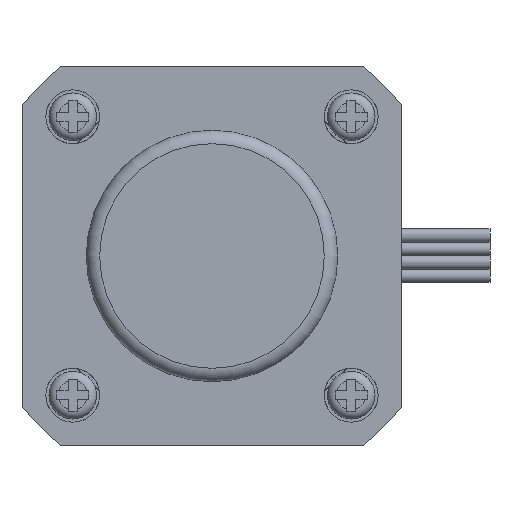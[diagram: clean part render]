
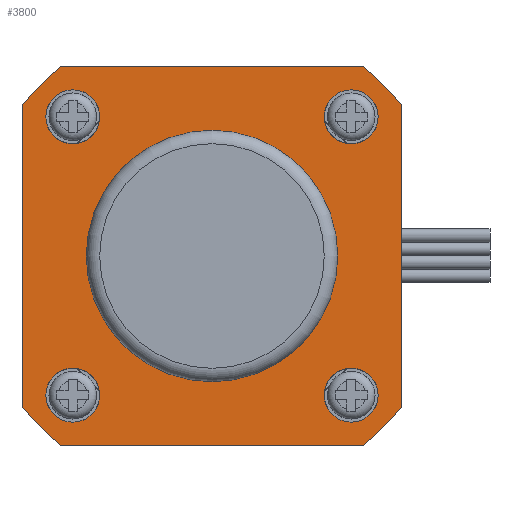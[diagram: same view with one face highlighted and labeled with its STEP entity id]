
A CAD part, left-side view. The second image highlights one B-rep face of the part: STEP entity #3800.
In plain terms, the highlighted planar face has unit normal (-1, 0, 0).
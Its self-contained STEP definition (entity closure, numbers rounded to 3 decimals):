
#159=FACE_BOUND('',#576,.T.);
#160=FACE_BOUND('',#577,.T.);
#161=FACE_BOUND('',#578,.T.);
#162=FACE_BOUND('',#579,.T.);
#163=FACE_BOUND('',#580,.T.);
#346=FACE_OUTER_BOUND('',#575,.T.);
#575=EDGE_LOOP('',(#2989,#2990,#2991,#2992,#2993,#2994,#2995,#2996));
#576=EDGE_LOOP('',(#2997));
#577=EDGE_LOOP('',(#2998));
#578=EDGE_LOOP('',(#2999));
#579=EDGE_LOOP('',(#3000));
#580=EDGE_LOOP('',(#3001));
#851=LINE('',#6206,#1185);
#852=LINE('',#6210,#1186);
#853=LINE('',#6214,#1187);
#854=LINE('',#6217,#1188);
#1185=VECTOR('',#5032,33.567);
#1186=VECTOR('',#5035,33.567);
#1187=VECTOR('',#5038,33.567);
#1188=VECTOR('',#5041,33.567);
#1470=CIRCLE('',#4230,14.);
#1473=CIRCLE('',#4236,27.);
#1474=CIRCLE('',#4237,27.);
#1475=CIRCLE('',#4238,27.);
#1476=CIRCLE('',#4239,27.);
#1477=CIRCLE('',#4240,3.);
#1478=CIRCLE('',#4241,3.);
#1479=CIRCLE('',#4242,3.);
#1480=CIRCLE('',#4243,3.);
#1740=VERTEX_POINT('',#6192);
#1743=VERTEX_POINT('',#6202);
#1744=VERTEX_POINT('',#6203);
#1745=VERTEX_POINT('',#6205);
#1746=VERTEX_POINT('',#6207);
#1747=VERTEX_POINT('',#6209);
#1748=VERTEX_POINT('',#6211);
#1749=VERTEX_POINT('',#6213);
#1750=VERTEX_POINT('',#6215);
#1751=VERTEX_POINT('',#6218);
#1752=VERTEX_POINT('',#6220);
#1753=VERTEX_POINT('',#6222);
#1754=VERTEX_POINT('',#6224);
#2196=EDGE_CURVE('',#1740,#1740,#1470,.T.);
#2199=EDGE_CURVE('',#1743,#1744,#1473,.T.);
#2200=EDGE_CURVE('',#1745,#1743,#851,.T.);
#2201=EDGE_CURVE('',#1746,#1745,#1474,.T.);
#2202=EDGE_CURVE('',#1747,#1746,#852,.T.);
#2203=EDGE_CURVE('',#1748,#1747,#1475,.T.);
#2204=EDGE_CURVE('',#1749,#1748,#853,.T.);
#2205=EDGE_CURVE('',#1750,#1749,#1476,.T.);
#2206=EDGE_CURVE('',#1744,#1750,#854,.T.);
#2207=EDGE_CURVE('',#1751,#1751,#1477,.T.);
#2208=EDGE_CURVE('',#1752,#1752,#1478,.T.);
#2209=EDGE_CURVE('',#1753,#1753,#1479,.T.);
#2210=EDGE_CURVE('',#1754,#1754,#1480,.T.);
#2989=ORIENTED_EDGE('',*,*,#2199,.F.);
#2990=ORIENTED_EDGE('',*,*,#2200,.F.);
#2991=ORIENTED_EDGE('',*,*,#2201,.F.);
#2992=ORIENTED_EDGE('',*,*,#2202,.F.);
#2993=ORIENTED_EDGE('',*,*,#2203,.F.);
#2994=ORIENTED_EDGE('',*,*,#2204,.F.);
#2995=ORIENTED_EDGE('',*,*,#2205,.F.);
#2996=ORIENTED_EDGE('',*,*,#2206,.F.);
#2997=ORIENTED_EDGE('',*,*,#2196,.T.);
#2998=ORIENTED_EDGE('',*,*,#2207,.F.);
#2999=ORIENTED_EDGE('',*,*,#2208,.T.);
#3000=ORIENTED_EDGE('',*,*,#2209,.T.);
#3001=ORIENTED_EDGE('',*,*,#2210,.F.);
#3625=PLANE('',#4235);
#3800=ADVANCED_FACE('',(#346,#159,#160,#161,#162,#163),#3625,.F.);
#4230=AXIS2_PLACEMENT_3D('',#6194,#5018,#5019);
#4235=AXIS2_PLACEMENT_3D('',#6201,#5028,#5029);
#4236=AXIS2_PLACEMENT_3D('',#6204,#5030,#5031);
#4237=AXIS2_PLACEMENT_3D('',#6208,#5033,#5034);
#4238=AXIS2_PLACEMENT_3D('',#6212,#5036,#5037);
#4239=AXIS2_PLACEMENT_3D('',#6216,#5039,#5040);
#4240=AXIS2_PLACEMENT_3D('',#6219,#5042,#5043);
#4241=AXIS2_PLACEMENT_3D('',#6221,#5044,#5045);
#4242=AXIS2_PLACEMENT_3D('',#6223,#5046,#5047);
#4243=AXIS2_PLACEMENT_3D('',#6225,#5048,#5049);
#5018=DIRECTION('center_axis',(1.,0.,0.));
#5019=DIRECTION('ref_axis',(0.,0.,1.));
#5028=DIRECTION('center_axis',(1.,0.,0.));
#5029=DIRECTION('ref_axis',(0.,0.,-1.));
#5030=DIRECTION('center_axis',(1.,0.,0.));
#5031=DIRECTION('ref_axis',(0.,-0.622,0.783));
#5032=DIRECTION('',(0.,-1.,0.));
#5033=DIRECTION('center_axis',(1.,0.,0.));
#5034=DIRECTION('ref_axis',(0.,0.783,0.622));
#5035=DIRECTION('',(0.,0.,1.));
#5036=DIRECTION('center_axis',(1.,0.,0.));
#5037=DIRECTION('ref_axis',(0.,0.622,-0.783));
#5038=DIRECTION('',(0.,1.,0.));
#5039=DIRECTION('center_axis',(1.,0.,0.));
#5040=DIRECTION('ref_axis',(0.,-0.783,-0.622));
#5041=DIRECTION('',(0.,0.,-1.));
#5042=DIRECTION('center_axis',(-1.,0.,0.));
#5043=DIRECTION('ref_axis',(0.,0.,-1.));
#5044=DIRECTION('center_axis',(1.,0.,0.));
#5045=DIRECTION('ref_axis',(0.,0.,-1.));
#5046=DIRECTION('center_axis',(1.,0.,0.));
#5047=DIRECTION('ref_axis',(0.,0.,1.));
#5048=DIRECTION('center_axis',(-1.,0.,0.));
#5049=DIRECTION('ref_axis',(0.,0.,1.));
#6192=CARTESIAN_POINT('',(0.,0.,-14.));
#6194=CARTESIAN_POINT('Origin',(0.,0.,0.));
#6201=CARTESIAN_POINT('Origin',(0.,0.,0.));
#6202=CARTESIAN_POINT('',(0.,-16.783,21.15));
#6203=CARTESIAN_POINT('',(0.,-21.15,16.783));
#6204=CARTESIAN_POINT('Origin',(0.,0.,0.));
#6205=CARTESIAN_POINT('',(0.,16.783,21.15));
#6206=CARTESIAN_POINT('',(0.,16.783,21.15));
#6207=CARTESIAN_POINT('',(0.,21.15,16.783));
#6208=CARTESIAN_POINT('Origin',(0.,0.,0.));
#6209=CARTESIAN_POINT('',(0.,21.15,-16.783));
#6210=CARTESIAN_POINT('',(0.,21.15,-16.783));
#6211=CARTESIAN_POINT('',(0.,16.783,-21.15));
#6212=CARTESIAN_POINT('Origin',(0.,0.,0.));
#6213=CARTESIAN_POINT('',(0.,-16.783,-21.15));
#6214=CARTESIAN_POINT('',(0.,-16.783,-21.15));
#6215=CARTESIAN_POINT('',(0.,-21.15,-16.783));
#6216=CARTESIAN_POINT('Origin',(0.,0.,0.));
#6217=CARTESIAN_POINT('',(0.,-21.15,16.783));
#6218=CARTESIAN_POINT('',(0.,-15.5,18.5));
#6219=CARTESIAN_POINT('Origin',(0.,-15.5,15.5));
#6220=CARTESIAN_POINT('',(0.,15.5,18.5));
#6221=CARTESIAN_POINT('Origin',(0.,15.5,15.5));
#6222=CARTESIAN_POINT('',(0.,-15.5,-18.5));
#6223=CARTESIAN_POINT('Origin',(0.,-15.5,-15.5));
#6224=CARTESIAN_POINT('',(0.,15.5,-18.5));
#6225=CARTESIAN_POINT('Origin',(0.,15.5,-15.5));
